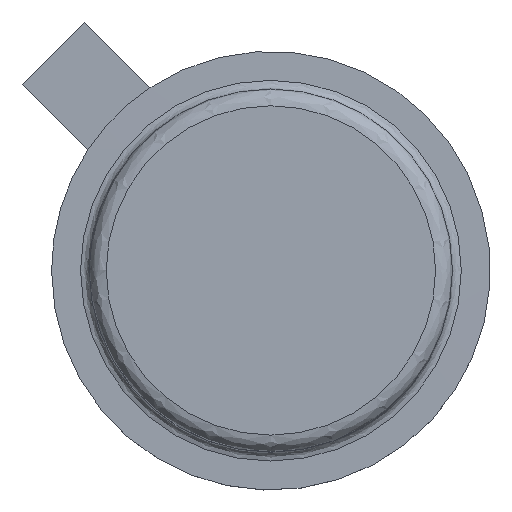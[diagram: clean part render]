
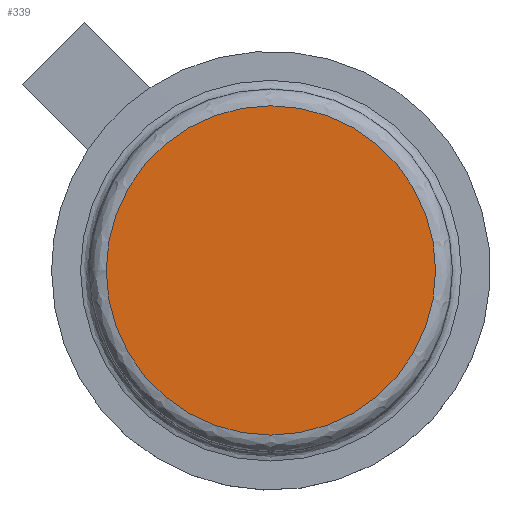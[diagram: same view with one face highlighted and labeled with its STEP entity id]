
A CAD part, top view. The second image highlights one B-rep face of the part: STEP entity #339.
In plain terms, the highlighted planar face has unit normal (0, 0, 1).
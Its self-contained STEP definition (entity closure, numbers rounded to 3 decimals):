
#61=DIRECTION('',(0.,0.,1.));
#324=ORIENTED_EDGE('',*,*,#325,.T.);
#325=EDGE_CURVE('',#326,#326,#328,.T.);
#326=VERTEX_POINT('',#327);
#327=CARTESIAN_POINT('',(-0.907,0.,7.2));
#328=CIRCLE('',#329,2.177);
#329=AXIS2_PLACEMENT_3D('',#330,#61,#331);
#330=CARTESIAN_POINT('',(1.27,0.,7.2));
#331=DIRECTION('',(-1.,0.,0.));
#339=ADVANCED_FACE('',(#340),#342,.T.);
#340=FACE_BOUND('',#341,.T.);
#341=EDGE_LOOP('',(#324));
#342=PLANE('',#329);
